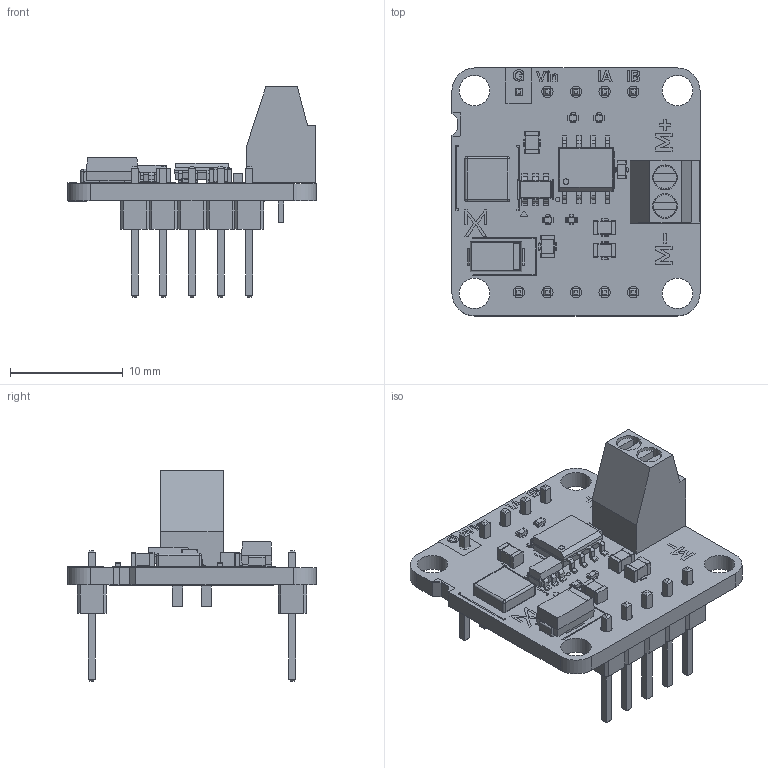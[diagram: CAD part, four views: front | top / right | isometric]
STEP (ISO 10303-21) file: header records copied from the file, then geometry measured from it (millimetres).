
FILE_DESCRIPTION(('KiCad electronic assembly'),'2;1');
FILE_NAME('AX22_MotorDriver_6V_L9110S.step','2025-07-29T20:32:29',( 'Pcbnew'),('Kicad'),'Open CASCADE STEP processor 7.8', 'KiCad to STEP converter','Unknown');
FILE_SCHEMA(('AUTOMOTIVE_DESIGN { 1 0 10303 214 1 1 1 1 }'));
Length unit declared in the file: millimetre
Products named in the file (13): AX22_MotorDriver_6V_L9110S 1; D_SMA; R_0402_1005Metric; C_0805_2012Metric; L9110S; TerminalBlock_Phoenix_MPT-0,5-2-2.54_1x02_P2.54mm_Horizontal; L_Sunlord_SWPA4012S; AX22_MotorDriver_6V_L9110S 1.11.1; PinHeader_1x05_P2.54mm_Vertical; SOT-23-6; C_0603_1608Metric; AX22_MotorDriver_6V_L9110S_silkscreen; AX22_MotorDriver_6V_L9110S_PCB
Assembly tree (19 placements, depth 3):
  AX22_MotorDriver_6V_L9110S 1
    D_SMA
    R_0402_1005Metric  x4
    C_0805_2012Metric  x4
    L9110S
    TerminalBlock_Phoenix_MPT-0,5-2-2.54_1x02_P2.54mm_Horizontal
    L_Sunlord_SWPA4012S
      AX22_MotorDriver_6V_L9110S 1.11.1
    PinHeader_1x05_P2.54mm_Vertical  x2
    SOT-23-6
    C_0603_1608Metric
    AX22_MotorDriver_6V_L9110S_silkscreen
    AX22_MotorDriver_6V_L9110S_PCB
Bounding box: 22 x 22 x 18.64 mm (x, y, z)
Volume: 1176.2 mm3; surface area: 2482.1 mm2
Topology: 28 solids, 115 shells, 1027 faces, 4009 edges, 3163 vertices
Faces by surface type: plane 785, cylinder 190, bspline 48, sphere 4
Full cylindrical faces by diameter (mm): 1 x10, 1.1 x2, 1.2 x2, 2 x2, 2.2 x2, 2.7 x4
Entity records: 37912 total; most frequent: CARTESIAN_POINT 6971, DIRECTION 5209, ORIENTED_EDGE 4911, EDGE_CURVE 3289, VERTEX_POINT 2703, LINE 2671, VECTOR 2671, AXIS2_PLACEMENT_3D 1269
